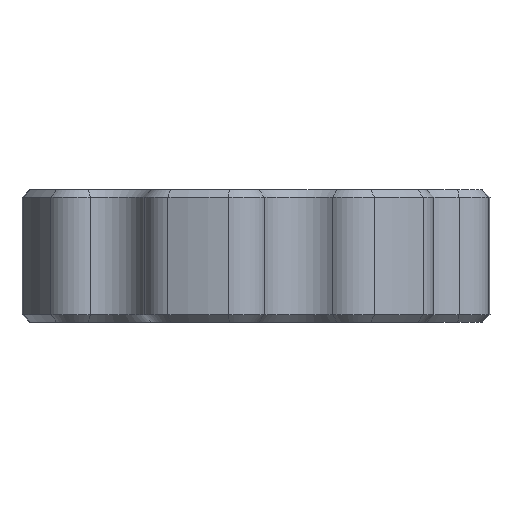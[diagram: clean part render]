
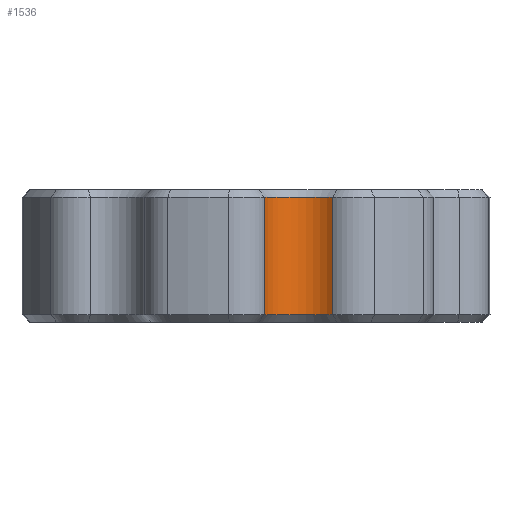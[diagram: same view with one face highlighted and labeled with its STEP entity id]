
A CAD part, left-side view. The second image highlights one B-rep face of the part: STEP entity #1536.
In plain terms, the highlighted cylindrical face has radius 6 mm (diameter 12 mm), a partial arc.
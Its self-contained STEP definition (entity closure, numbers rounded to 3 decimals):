
#172=FACE_OUTER_BOUND('',#272,.T.);
#272=EDGE_LOOP('',(#1344,#1345,#1346,#1347));
#335=CIRCLE('',#1607,6.);
#379=CIRCLE('',#1693,6.);
#506=LINE('',#3175,#597);
#507=LINE('',#3177,#598);
#597=VECTOR('',#2281,10.);
#598=VECTOR('',#2284,10.);
#647=VERTEX_POINT('',#2851);
#648=VERTEX_POINT('',#2855);
#690=VERTEX_POINT('',#3021);
#692=VERTEX_POINT('',#3027);
#789=EDGE_CURVE('',#648,#647,#335,.T.);
#876=EDGE_CURVE('',#690,#692,#379,.T.);
#949=EDGE_CURVE('',#692,#648,#506,.T.);
#950=EDGE_CURVE('',#647,#690,#507,.T.);
#1344=ORIENTED_EDGE('',*,*,#789,.F.);
#1345=ORIENTED_EDGE('',*,*,#949,.F.);
#1346=ORIENTED_EDGE('',*,*,#876,.F.);
#1347=ORIENTED_EDGE('',*,*,#950,.F.);
#1442=CYLINDRICAL_SURFACE('',#1767,6.);
#1536=ADVANCED_FACE('',(#172),#1442,.F.);
#1607=AXIS2_PLACEMENT_3D('',#2857,#1883,#1884);
#1693=AXIS2_PLACEMENT_3D('',#3031,#2098,#2099);
#1767=AXIS2_PLACEMENT_3D('',#3176,#2282,#2283);
#1883=DIRECTION('center_axis',(0.,0.,
-1.));
#1884=DIRECTION('ref_axis',(1.,0.,0.));
#2098=DIRECTION('center_axis',(0.,0.,
1.));
#2099=DIRECTION('ref_axis',(1.,0.,0.));
#2281=DIRECTION('',(0.,0.,1.));
#2282=DIRECTION('center_axis',(0.,0.,
-1.));
#2283=DIRECTION('ref_axis',(0.975,0.223,0.));
#2284=DIRECTION('',(0.,0.,-1.));
#2851=CARTESIAN_POINT('',(-15.89,-41.31,-1.));
#2855=CARTESIAN_POINT('',(-18.056,-31.82,-1.));
#2857=CARTESIAN_POINT('Origin',(-20.394,-37.346,-1.));
#3021=CARTESIAN_POINT('',(-15.89,-41.31,-17.5));
#3027=CARTESIAN_POINT('',(-18.056,-31.82,-17.5));
#3031=CARTESIAN_POINT('Origin',(-20.394,-37.346,-17.5));
#3175=CARTESIAN_POINT('',(-18.056,-31.82,0.));
#3176=CARTESIAN_POINT('Origin',(-20.394,-37.346,0.));
#3177=CARTESIAN_POINT('',(-15.89,-41.31,0.));
